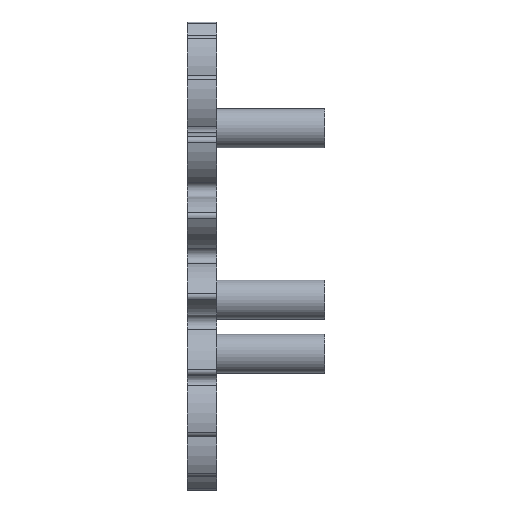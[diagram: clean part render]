
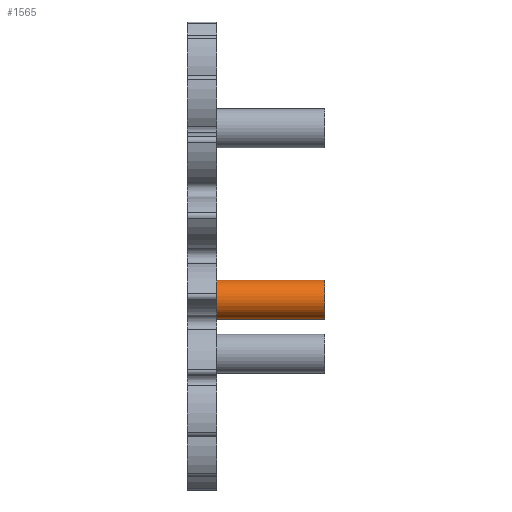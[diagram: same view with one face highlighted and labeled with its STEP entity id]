
A CAD part, front view. The second image highlights one B-rep face of the part: STEP entity #1565.
In plain terms, the highlighted cylindrical face has radius 1 mm (diameter 2 mm), a partial arc.
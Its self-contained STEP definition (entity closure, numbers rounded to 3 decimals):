
#132 = CARTESIAN_POINT ( 'NONE',  ( 5.5, 6.108, -1.223 ) ) ;
#298 = CARTESIAN_POINT ( 'NONE',  ( 5.5, 6.108, -2.223 ) ) ;
#330 = DIRECTION ( 'NONE',  ( 0., 0., 1. ) ) ;
#484 = AXIS2_PLACEMENT_3D ( 'NONE', #3149, #1464, #1768 ) ;
#633 = DIRECTION ( 'NONE',  ( -1., 0., 0. ) ) ;
#702 = CARTESIAN_POINT ( 'NONE',  ( 0., 6.108, -1.223 ) ) ;
#1095 = ORIENTED_EDGE ( 'NONE', *, *, #3257, .T. ) ;
#1162 = ORIENTED_EDGE ( 'NONE', *, *, #2351, .T. ) ;
#1319 = ORIENTED_EDGE ( 'NONE', *, *, #1709, .F. ) ;
#1340 = DIRECTION ( 'NONE',  ( 0., 0., -1. ) ) ;
#1410 = CARTESIAN_POINT ( 'NONE',  ( 5.5, 6.108, -3.223 ) ) ;
#1464 = DIRECTION ( 'NONE',  ( 1., 0., 0. ) ) ;
#1565 = ADVANCED_FACE ( 'NONE', ( #2265 ), #2608, .T. ) ;
#1579 = VECTOR ( 'NONE', #633, 1000. ) ;
#1588 = LINE ( 'NONE', #1831, #1579 ) ;
#1595 = VERTEX_POINT ( 'NONE', #1410 ) ;
#1654 = CARTESIAN_POINT ( 'NONE',  ( 0., 6.108, -2.223 ) ) ;
#1694 = AXIS2_PLACEMENT_3D ( 'NONE', #298, #2895, #330 ) ;
#1709 = EDGE_CURVE ( 'NONE', #1595, #2406, #2423, .T. ) ;
#1768 = DIRECTION ( 'NONE',  ( 0., 0., -1. ) ) ;
#1818 = EDGE_LOOP ( 'NONE', ( #1319, #3132, #1162, #1095 ) ) ;
#1831 = CARTESIAN_POINT ( 'NONE',  ( 5.5, 6.108, -1.223 ) ) ;
#1927 = DIRECTION ( 'NONE',  ( 1., 0., 0. ) ) ;
#1941 = CIRCLE ( 'NONE', #3231, 1. ) ;
#1993 = CIRCLE ( 'NONE', #484, 1. ) ;
#2001 = EDGE_CURVE ( 'NONE', #3397, #1595, #1993, .T. ) ;
#2265 = FACE_OUTER_BOUND ( 'NONE', #1818, .T. ) ;
#2351 = EDGE_CURVE ( 'NONE', #3397, #2715, #1588, .T. ) ;
#2406 = VERTEX_POINT ( 'NONE', #3271 ) ;
#2423 = LINE ( 'NONE', #3561, #3161 ) ;
#2608 = CYLINDRICAL_SURFACE ( 'NONE', #1694, 1. ) ;
#2715 = VERTEX_POINT ( 'NONE', #702 ) ;
#2895 = DIRECTION ( 'NONE',  ( -1., 0., 0. ) ) ;
#3132 = ORIENTED_EDGE ( 'NONE', *, *, #2001, .F. ) ;
#3149 = CARTESIAN_POINT ( 'NONE',  ( 5.5, 6.108, -2.223 ) ) ;
#3161 = VECTOR ( 'NONE', #3244, 1000. ) ;
#3231 = AXIS2_PLACEMENT_3D ( 'NONE', #1654, #1927, #1340 ) ;
#3244 = DIRECTION ( 'NONE',  ( -1., 0., 0. ) ) ;
#3257 = EDGE_CURVE ( 'NONE', #2715, #2406, #1941, .T. ) ;
#3271 = CARTESIAN_POINT ( 'NONE',  ( 0., 6.108, -3.223 ) ) ;
#3397 = VERTEX_POINT ( 'NONE', #132 ) ;
#3561 = CARTESIAN_POINT ( 'NONE',  ( 5.5, 6.108, -3.223 ) ) ;
